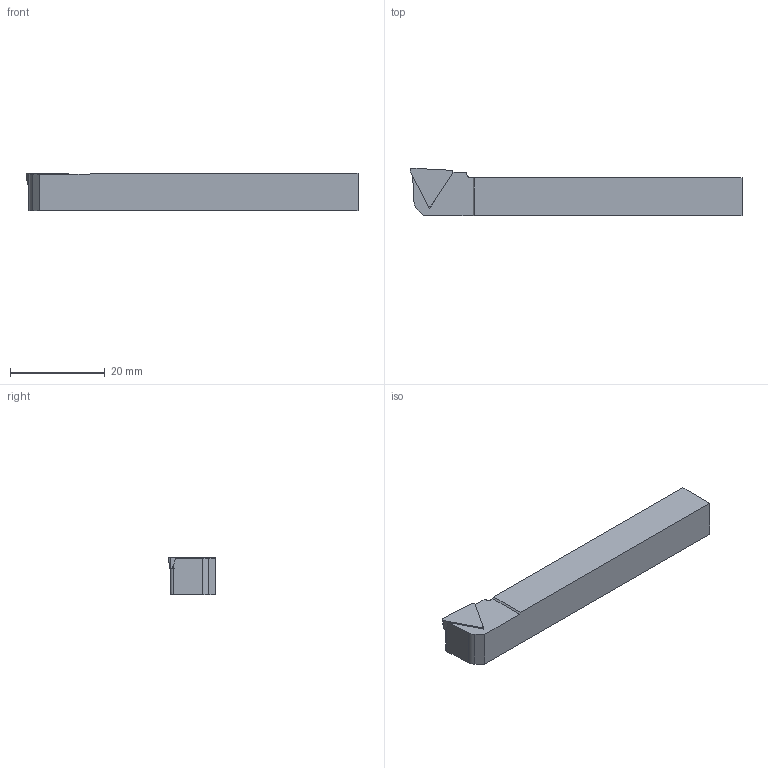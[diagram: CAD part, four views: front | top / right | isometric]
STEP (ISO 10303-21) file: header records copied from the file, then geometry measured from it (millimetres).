
FILE_DESCRIPTION(/* description */ (''),/* implementation_level */ '2;1');
FILE_NAME(/* name */ 'STJCL-0808-E09.stp',/* time_stamp */ '2023-10-06T17:15:04+03:00',/* author */ (''),/* organization */ (''),/* preprocessor_version */ 'ST-DEVELOPER v19.4',/* originating_system */ 'SIEMENS PLM Software NX2306.3001',/* authorisation */ '');
FILE_SCHEMA (('AUTOMOTIVE_DESIGN { 1 0 10303 214 3 1 1 1 }'));
Length unit declared in the file: millimetre
Products named in the file (1): model1
Bounding box: 70 x 10 x 8 mm (x, y, z)
Volume: 4515.7 mm3; surface area: 2514.1 mm2
Topology: 2 solids, 2 shells, 25 faces, 63 edges, 42 vertices
Faces by surface type: plane 19, cone 3, cylinder 3
Entity records: 779 total; most frequent: CARTESIAN_POINT 131, DIRECTION 128, ORIENTED_EDGE 126, EDGE_CURVE 63, LINE 50, VECTOR 50, VERTEX_POINT 42, AXIS2_PLACEMENT_3D 39
